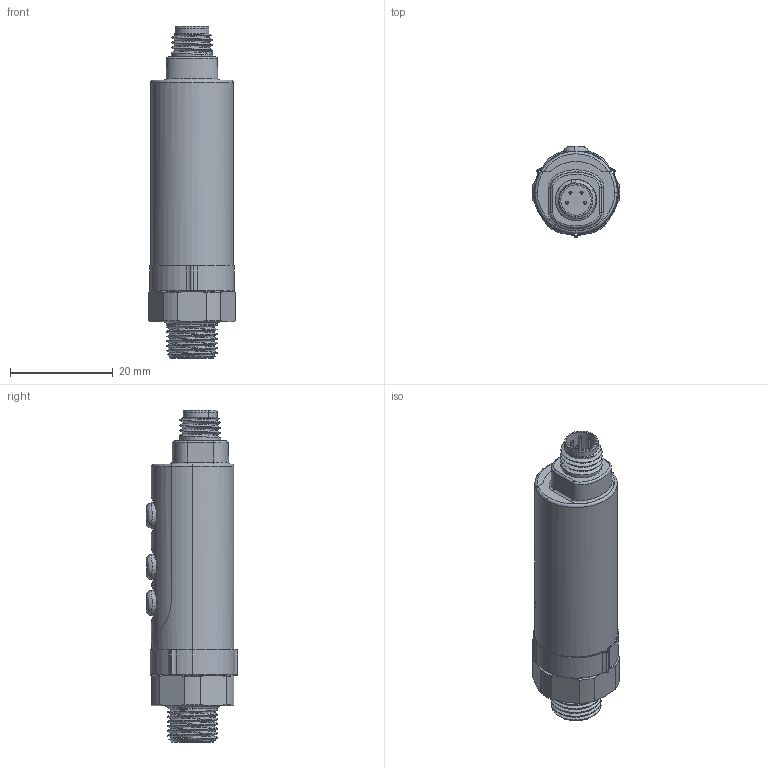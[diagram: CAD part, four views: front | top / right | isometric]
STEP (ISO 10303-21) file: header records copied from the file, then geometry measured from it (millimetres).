
FILE_DESCRIPTION (( 'STEP AP214' ), '1' );
FILE_NAME ('Femto Volumendaten.STEP', '2007-12-06T10:23:55', ( 'Bachmayer' ), ( '' ), 'SwSTEP 2.0', 'SolidWorks 2007', '' );
FILE_SCHEMA (( 'AUTOMOTIVE_DESIGN' ));
Length unit declared in the file: millimetre
Products named in the file (1): Femto Volumendaten
Bounding box: 17 x 17.74 x 64.5 mm (x, y, z)
Volume: 10502.8 mm3; surface area: 3858.2 mm2
Topology: 1 solids, 1 shells, 262 faces, 649 edges, 398 vertices
Faces by surface type: cylinder 89, torus 68, cone 37, plane 37, bspline 23, sphere 8
Entity records: 15415 total; most frequent: CARTESIAN_POINT 9447, DIRECTION 1269, ORIENTED_EDGE 1266, EDGE_CURVE 633, AXIS2_PLACEMENT_3D 566, VERTEX_POINT 390, CIRCLE 326, EDGE_LOOP 285
